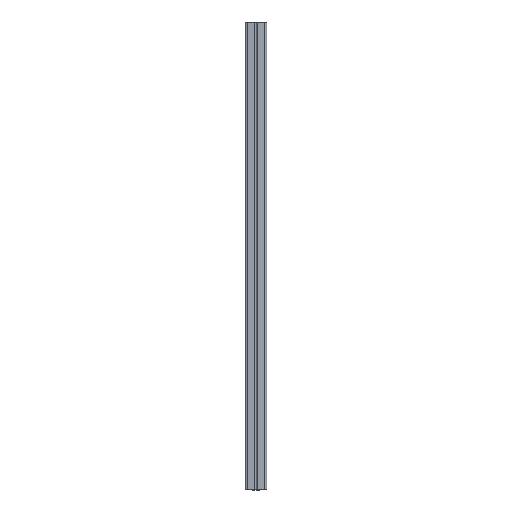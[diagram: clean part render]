
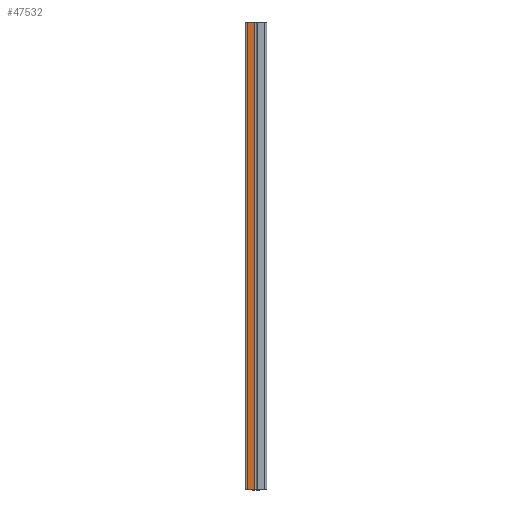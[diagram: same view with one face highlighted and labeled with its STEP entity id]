
A CAD part, left-side view. The second image highlights one B-rep face of the part: STEP entity #47532.
In plain terms, the highlighted planar face has unit normal (-1, 0, 0).
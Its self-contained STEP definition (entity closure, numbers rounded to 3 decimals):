
#807 = PLANE ( 'NONE',  #9406 ) ;
#880 = CARTESIAN_POINT ( 'NONE',  ( -20.5, 17.25, 0. ) ) ;
#2369 = DIRECTION ( 'NONE',  ( 0., 1., 0. ) ) ;
#4395 = DIRECTION ( 'NONE',  ( 1., 0., 0. ) ) ;
#4969 = EDGE_CURVE ( 'NONE', #23342, #22405, #30606, .T. ) ;
#6827 = ORIENTED_EDGE ( 'NONE', *, *, #9336, .F. ) ;
#8200 = VERTEX_POINT ( 'NONE', #880 ) ;
#8350 = CARTESIAN_POINT ( 'NONE',  ( -20.5, 0., -450. ) ) ;
#9336 = EDGE_CURVE ( 'NONE', #23342, #18730, #22951, .T. ) ;
#9406 = AXIS2_PLACEMENT_3D ( 'NONE', #8350, #4395, #43696 ) ;
#9677 = VECTOR ( 'NONE', #16138, 1000. ) ;
#9774 = CARTESIAN_POINT ( 'NONE',  ( -20.5, 0., 0. ) ) ;
#9886 = LINE ( 'NONE', #9774, #19686 ) ;
#11216 = EDGE_CURVE ( 'NONE', #22405, #8200, #9886, .T. ) ;
#12723 = CARTESIAN_POINT ( 'NONE',  ( -20.5, 17.25, -900. ) ) ;
#16138 = DIRECTION ( 'NONE',  ( 0., 0., 1. ) ) ;
#18730 = VERTEX_POINT ( 'NONE', #12723 ) ;
#19598 = CARTESIAN_POINT ( 'NONE',  ( -20.5, 3.75, -450. ) ) ;
#19686 = VECTOR ( 'NONE', #2369, 1000. ) ;
#21123 = VECTOR ( 'NONE', #47932, 1000. ) ;
#22405 = VERTEX_POINT ( 'NONE', #25367 ) ;
#22867 = CARTESIAN_POINT ( 'NONE',  ( -20.5, 3.75, -900. ) ) ;
#22951 = LINE ( 'NONE', #27733, #21123 ) ;
#23325 = ORIENTED_EDGE ( 'NONE', *, *, #11216, .T. ) ;
#23342 = VERTEX_POINT ( 'NONE', #22867 ) ;
#25367 = CARTESIAN_POINT ( 'NONE',  ( -20.5, 3.75, 0. ) ) ;
#27733 = CARTESIAN_POINT ( 'NONE',  ( -20.5, 0., -900. ) ) ;
#28178 = DIRECTION ( 'NONE',  ( 0., 0., 1. ) ) ;
#30606 = LINE ( 'NONE', #19598, #9677 ) ;
#35532 = CARTESIAN_POINT ( 'NONE',  ( -20.5, 17.25, -450. ) ) ;
#39683 = VECTOR ( 'NONE', #28178, 1000. ) ;
#40395 = ORIENTED_EDGE ( 'NONE', *, *, #44932, .F. ) ;
#43696 = DIRECTION ( 'NONE',  ( 0., 0., -1. ) ) ;
#44066 = FACE_OUTER_BOUND ( 'NONE', #44335, .T. ) ;
#44335 = EDGE_LOOP ( 'NONE', ( #23325, #40395, #6827, #47791 ) ) ;
#44932 = EDGE_CURVE ( 'NONE', #18730, #8200, #47627, .T. ) ;
#47532 = ADVANCED_FACE ( 'NONE', ( #44066 ), #807, .F. ) ;
#47627 = LINE ( 'NONE', #35532, #39683 ) ;
#47791 = ORIENTED_EDGE ( 'NONE', *, *, #4969, .T. ) ;
#47932 = DIRECTION ( 'NONE',  ( 0., 1., 0. ) ) ;
